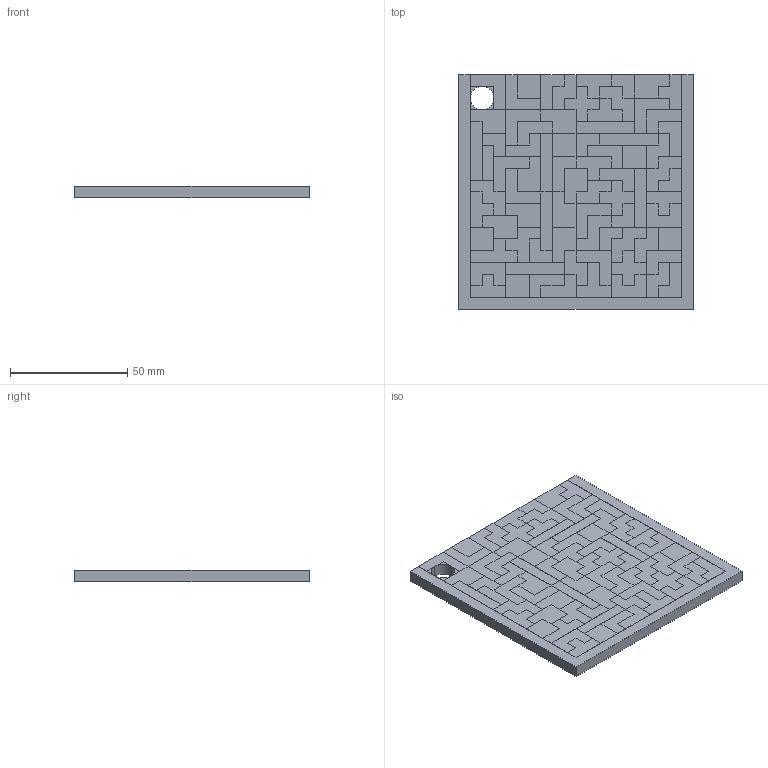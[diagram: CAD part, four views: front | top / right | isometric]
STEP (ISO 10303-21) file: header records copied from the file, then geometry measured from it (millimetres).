
FILE_DESCRIPTION(/* description */ (''),/* implementation_level */ '2;1');
FILE_NAME(/* name */ 'Grid Chain 2.step',/* time_stamp */ '2025-11-27T20:36:33Z',/* author */ (''),/* organization */ (''),/* preprocessor_version */ 'ST-DEVELOPER v20.1',/* originating_system */ 'Autodesk Translation Framework v14.17.0.0',/* authorisation */ '');
FILE_SCHEMA (('AUTOMOTIVE_DESIGN { 1 0 10303 214 3 1 1 }'));
Length unit declared in the file: millimetre
Products named in the file (1): 2025-11-22-15-33-31-987
Bounding box: 100 x 100 x 5 mm (x, y, z)
Volume: 49607.3 mm3; surface area: 43150 mm2
Topology: 82 solids, 82 shells, 694 faces, 1590 edges, 1060 vertices
Faces by surface type: plane 690, cylinder 4
Entity records: 19192 total; most frequent: CARTESIAN_POINT 3345, ORIENTED_EDGE 3180, DIRECTION 2988, EDGE_CURVE 1590, LINE 1582, VECTOR 1582, VERTEX_POINT 1060, AXIS2_PLACEMENT_3D 703
